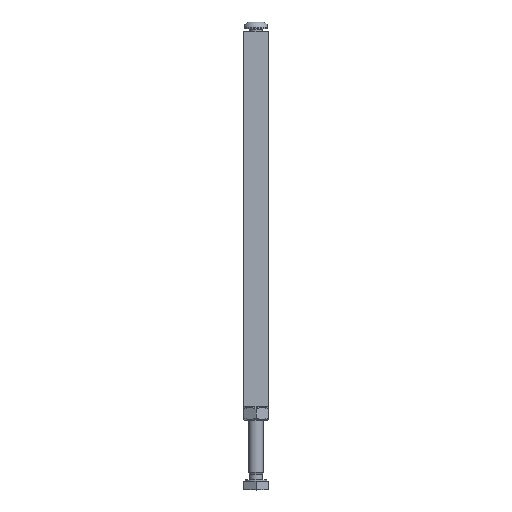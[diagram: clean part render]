
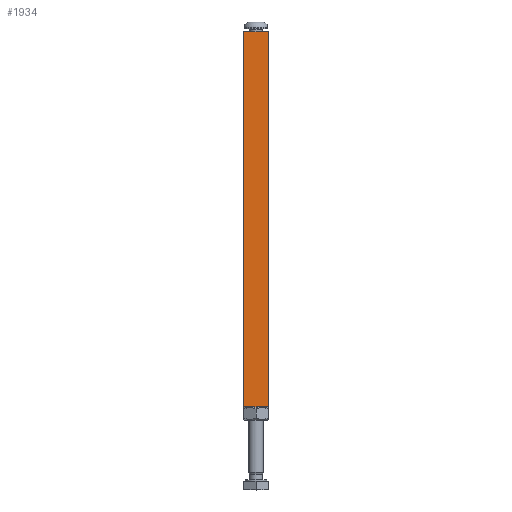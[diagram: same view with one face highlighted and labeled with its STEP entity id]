
A CAD part, top view. The second image highlights one B-rep face of the part: STEP entity #1934.
In plain terms, the highlighted planar face has unit normal (0, 0, 1).
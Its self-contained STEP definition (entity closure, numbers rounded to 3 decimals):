
#72=PLANE($,#2115);
#145=LINE($,#2950,#251);
#156=LINE($,#2995,#262);
#166=LINE($,#3047,#272);
#169=LINE($,#3053,#275);
#251=VECTOR($,#2353,10.);
#262=VECTOR($,#2394,150.);
#272=VECTOR($,#2456,10.);
#275=VECTOR($,#2465,150.);
#490=FACE_OUTER_BOUND($,#639,.T.);
#639=EDGE_LOOP($,(#1439,#1440,#1441,#1442));
#895=VERTEX_POINT($,#2947);
#896=VERTEX_POINT($,#2949);
#915=VERTEX_POINT($,#2994);
#930=VERTEX_POINT($,#3043);
#1085=EDGE_CURVE($,#896,#895,#145,.T.);
#1108=EDGE_CURVE($,#896,#915,#156,.T.);
#1130=EDGE_CURVE($,#915,#930,#166,.T.);
#1133=EDGE_CURVE($,#895,#930,#169,.T.);
#1439=ORIENTED_EDGE($,*,*,#1133,.T.);
#1440=ORIENTED_EDGE($,*,*,#1130,.F.);
#1441=ORIENTED_EDGE($,*,*,#1108,.F.);
#1442=ORIENTED_EDGE($,*,*,#1085,.T.);
#1934=ADVANCED_FACE($,(#490),#72,.T.);
#2115=AXIS2_PLACEMENT_3D($,#3052,#2463,#2464);
#2353=DIRECTION($,(-1.,0.,0.));
#2394=DIRECTION($,(0.,-1.,0.));
#2456=DIRECTION($,(-1.,0.,0.));
#2463=DIRECTION('center_axis',(0.,0.,1.));
#2464=DIRECTION('ref_axis',(-1.,0.,0.));
#2465=DIRECTION($,(0.,-1.,0.));
#2947=CARTESIAN_POINT('',(0.,75.,0.));
#2949=CARTESIAN_POINT('',(10.,75.,0.));
#2950=CARTESIAN_POINT($,(10.,75.,0.));
#2994=CARTESIAN_POINT('',(10.,-75.,0.));
#2995=CARTESIAN_POINT($,(10.,75.,0.));
#3043=CARTESIAN_POINT('',(0.,-75.,0.));
#3047=CARTESIAN_POINT($,(10.,-75.,0.));
#3052=CARTESIAN_POINT('Origin',(10.,75.,0.));
#3053=CARTESIAN_POINT($,(0.,75.,0.));
